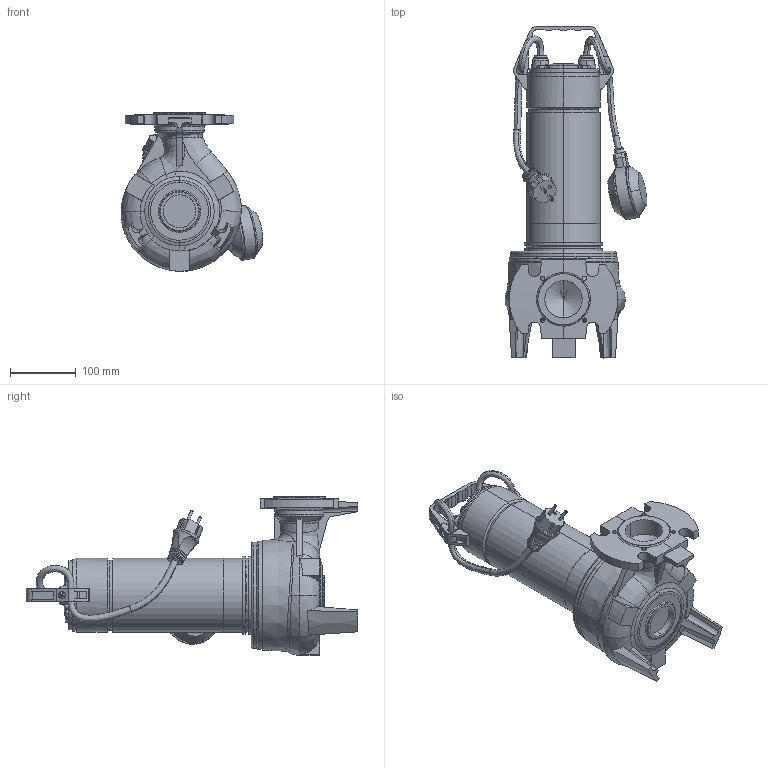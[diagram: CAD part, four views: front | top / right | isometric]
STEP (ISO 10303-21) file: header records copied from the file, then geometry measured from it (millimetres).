
FILE_DESCRIPTION (( 'STEP AP214' ), '1' );
FILE_NAME ('4_93_502_06_REV00.step', '2022-09-12T08:36:24', ( '' ), ( '' ), 'SwSTEP 2.0', 'SolidWorks 2020', '' );
FILE_SCHEMA (( 'AUTOMOTIVE_DESIGN' ));
Length unit declared in the file: millimetre
Products named in the file (2): 4_93_502_06_REV00; Copia di 4_93_502_06_REV00^4_93_502_06_REV00
Assembly tree (1 placements, depth 2):
  4_93_502_06_REV00
    Copia di 4_93_502_06_REV00^4_93_502_06_REV00
Bounding box: 215.96 x 505.2 x 241.5 mm (x, y, z)
Volume: 6011051.7 mm3; surface area: 497712.9 mm2
Topology: 29 solids, 29 shells, 1182 faces, 3055 edges, 1964 vertices
Faces by surface type: plane 575, cylinder 309, cone 134, bspline 117, torus 29, sphere 18
Entity records: 69891 total; most frequent: CARTESIAN_POINT 41771, ORIENTED_EDGE 6082, DIRECTION 5311, EDGE_CURVE 3041, VERTEX_POINT 1962, AXIS2_PLACEMENT_3D 1952, LINE 1407, VECTOR 1407
